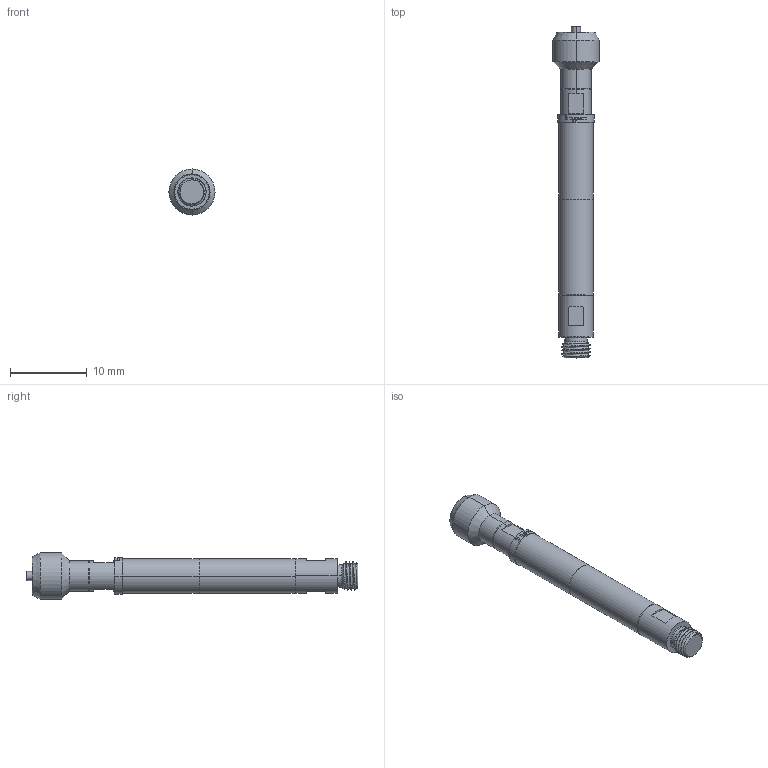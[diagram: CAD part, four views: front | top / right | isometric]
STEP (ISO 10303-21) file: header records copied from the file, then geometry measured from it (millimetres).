
FILE_DESCRIPTION (( 'STEP AP203' ), '1' );
FILE_NAME ('INGUN_HFS-890_343_118_A_xx42_F.STEP', '2022-05-05T08:52:09', ( 'ochi' ), ( '' ), 'SwSTEP 2.0', 'SolidWorks 2018', '' );
FILE_SCHEMA (( 'CONFIG_CONTROL_DESIGN' ));
Length unit declared in the file: millimetre
Products named in the file (1): INGUN_HFS-890_343_118_A_xx42_F
Bounding box: 6 x 43.24 x 6 mm (x, y, z)
Volume: 628.2 mm3; surface area: 750.5 mm2
Topology: 1 solids, 1 shells, 173 faces, 418 edges, 265 vertices
Faces by surface type: plane 55, cylinder 52, bspline 33, cone 25, torus 6, sphere 2
Entity records: 7596 total; most frequent: CARTESIAN_POINT 3903, ORIENTED_EDGE 832, DIRECTION 605, EDGE_CURVE 416, VERTEX_POINT 265, AXIS2_PLACEMENT_3D 259, B_SPLINE_CURVE_WITH_KNOTS 211, EDGE_LOOP 193
